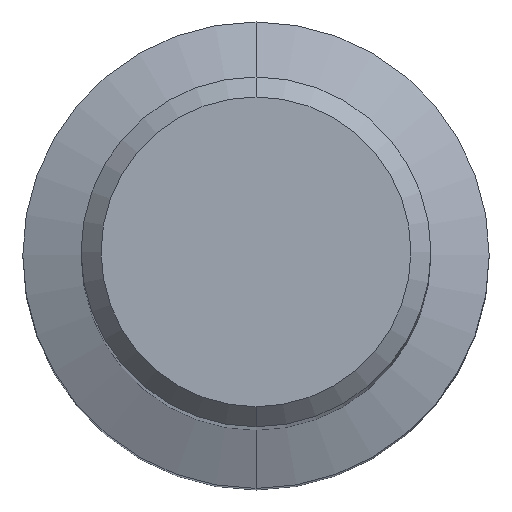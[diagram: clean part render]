
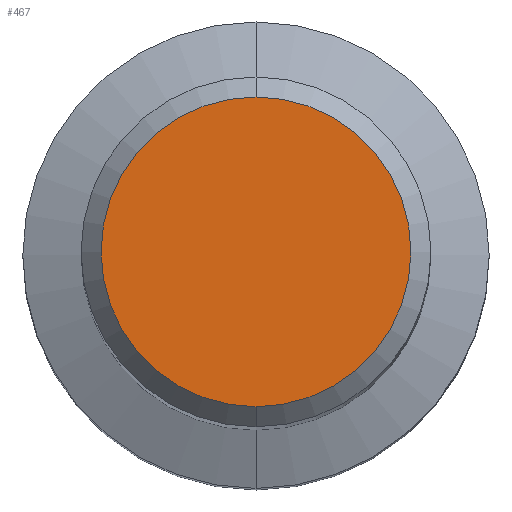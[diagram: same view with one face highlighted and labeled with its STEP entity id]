
A CAD part, top view. The second image highlights one B-rep face of the part: STEP entity #467.
In plain terms, the highlighted planar face has unit normal (0, 0, 1).
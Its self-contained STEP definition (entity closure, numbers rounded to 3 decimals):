
#263=VERTEX_POINT('',#623);
#403=EDGE_CURVE('',#263,#489,#777,.T.);
#465=EDGE_CURVE('',#489,#263,#846,.T.);
#467=ADVANCED_FACE('',(#848),#849,.T.);
#489=VERTEX_POINT('',#873);
#623=CARTESIAN_POINT('',(0.,-4.65,0.0));
#777=CIRCLE('',#1415,4.65);
#846=CIRCLE('',#1567,4.65);
#848=FACE_OUTER_BOUND('',#1569,.T.);
#849=PLANE('',#1570);
#873=CARTESIAN_POINT('',(0.0,4.65,0.0));
#1415=AXIS2_PLACEMENT_3D('',#1901,#1902,#1903);
#1567=AXIS2_PLACEMENT_3D('',#2000,#2001,#2002);
#1569=EDGE_LOOP('',(#2004,#2005));
#1570=AXIS2_PLACEMENT_3D('',#2006,#2007,#2008);
#1901=CARTESIAN_POINT('',(0.0,0.0,0.0));
#1902=DIRECTION('',(0.0,0.0,-1.0));
#1903=DIRECTION('',(0.0,1.0,0.0));
#2000=CARTESIAN_POINT('',(0.0,0.0,0.0));
#2001=DIRECTION('',(0.0,0.0,-1.0));
#2002=DIRECTION('',(0.0,1.0,0.0));
#2004=ORIENTED_EDGE('',*,*,#465,.F.);
#2005=ORIENTED_EDGE('',*,*,#403,.F.);
#2006=CARTESIAN_POINT('',(0.0,2.325,0.0));
#2007=DIRECTION('',(-0.0,0.0,1.0));
#2008=DIRECTION('',(0.0,-1.0,0.0));
